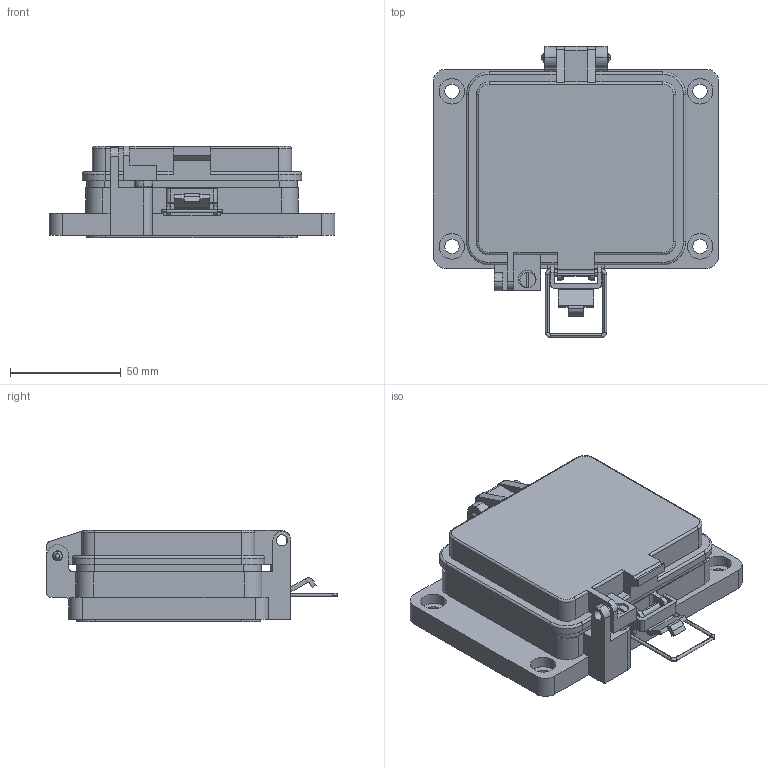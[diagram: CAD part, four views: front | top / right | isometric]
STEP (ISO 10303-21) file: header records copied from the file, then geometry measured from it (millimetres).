
FILE_DESCRIPTION (( 'STEP AP214' ), '1' );
FILE_NAME ('Z-H-K3_3D.STEP', '2017-12-15T14:53:28', ( '' ), ( '' ), 'SwSTEP 2.0', 'SolidWorks 2017', '' );
FILE_SCHEMA (( 'AUTOMOTIVE_DESIGN' ));
Length unit declared in the file: inch
Products named in the file (1): Z-H-K3_3D
Bounding box: 129 x 131.31 x 41.2 mm (x, y, z)
Volume: 125198 mm3; surface area: 72991.8 mm2
Topology: 10 solids, 10 shells, 558 faces, 1498 edges, 988 vertices
Faces by surface type: plane 273, cylinder 261, torus 16, cone 8
Entity records: 25065 total; most frequent: DIRECTION 3166, CARTESIAN_POINT 3069, ORIENTED_EDGE 2996, EDGE_CURVE 1498, AXIS2_PLACEMENT_3D 1117, VERTEX_POINT 988, VECTOR 932, LINE 932
